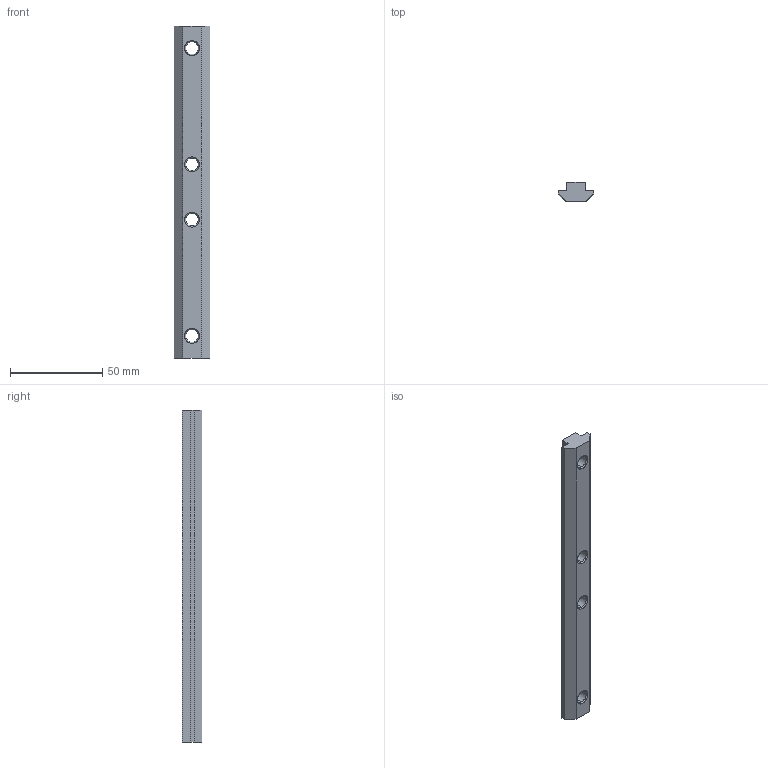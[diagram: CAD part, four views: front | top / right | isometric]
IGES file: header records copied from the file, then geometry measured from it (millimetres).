
Start section: SolidWorks IGES file using analytic representation for surfaces
Global section: file name: ALF-LC45.igs; native system: SolidWorks 2022; preprocessor: SolidWorks 2022; author: kb; date: 240814.114413; units: millimetre
Bounding box: 19.5 x 10.5 x 180 mm (x, y, z)
Surface area: 10719.7 mm2 (no closed solid volume)
Topology: 0 solids, 0 shells, 36 faces, 412 edges, 412 vertices
Faces by surface type: revolution 24, bspline 12
